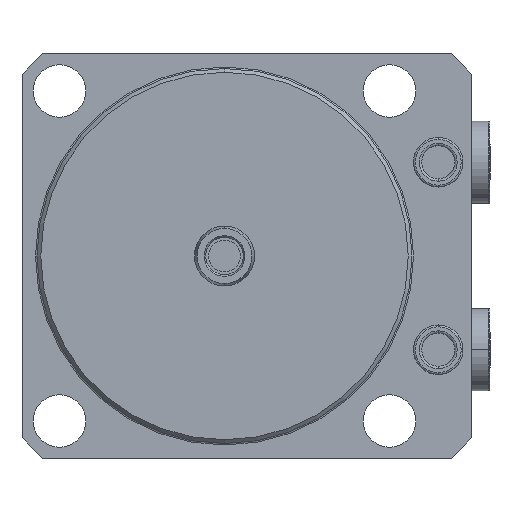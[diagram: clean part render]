
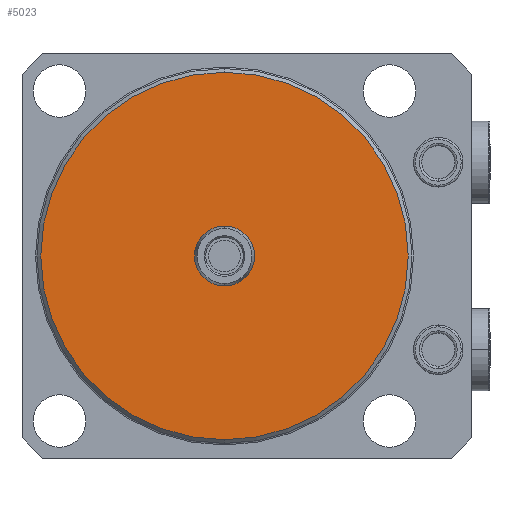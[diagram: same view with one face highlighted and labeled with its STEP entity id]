
A CAD part, front view. The second image highlights one B-rep face of the part: STEP entity #5023.
In plain terms, the highlighted planar face has unit normal (0, -1, 0).
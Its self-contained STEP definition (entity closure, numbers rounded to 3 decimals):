
#33 = EDGE_LOOP ( 'NONE', ( #377, #376 ) ) ;
#101 = VERTEX_POINT ( 'NONE', #955 ) ;
#123 = VERTEX_POINT ( 'NONE', #981 ) ;
#136 = VERTEX_POINT ( 'NONE', #929 ) ;
#149 = VERTEX_POINT ( 'NONE', #895 ) ;
#374 = ORIENTED_EDGE ( 'NONE', *, *, #3519, .T. ) ;
#375 = ORIENTED_EDGE ( 'NONE', *, *, #3660, .T. ) ;
#376 = ORIENTED_EDGE ( 'NONE', *, *, #4577, .T. ) ;
#377 = ORIENTED_EDGE ( 'NONE', *, *, #3659, .T. ) ;
#895 = CARTESIAN_POINT ( 'NONE',  ( 0., -65., -8. ) ) ;
#929 = CARTESIAN_POINT ( 'NONE',  ( 0., -65., 8. ) ) ;
#955 = CARTESIAN_POINT ( 'NONE',  ( 0., -65., 49. ) ) ;
#981 = CARTESIAN_POINT ( 'NONE',  ( 0., -65., -49. ) ) ;
#1347 = EDGE_LOOP ( 'NONE', ( #375, #374 ) ) ;
#1828 = CIRCLE ( 'NONE', #8685, 49. ) ;
#1984 = CIRCLE ( 'NONE', #8655, 49. ) ;
#1988 = CIRCLE ( 'NONE', #8656, 8. ) ;
#2170 = AXIS2_PLACEMENT_3D ( 'NONE', #6677, #6670, #6669 ) ;
#3087 = DIRECTION ( 'NONE',  ( 0., 0., 1. ) ) ;
#3089 = DIRECTION ( 'NONE',  ( 0., -1., 0. ) ) ;
#3092 = CARTESIAN_POINT ( 'NONE',  ( 0., -65., 0. ) ) ;
#3093 = DIRECTION ( 'NONE',  ( 0., 0., 1. ) ) ;
#3095 = DIRECTION ( 'NONE',  ( 0., 1., 0. ) ) ;
#3097 = CARTESIAN_POINT ( 'NONE',  ( 0., -65., 0. ) ) ;
#3519 = EDGE_CURVE ( 'NONE', #123, #101, #1828, .T. ) ;
#3659 = EDGE_CURVE ( 'NONE', #136, #149, #1988, .T. ) ;
#3660 = EDGE_CURVE ( 'NONE', #101, #123, #1984, .T. ) ;
#4577 = EDGE_CURVE ( 'NONE', #149, #136, #5495, .T. ) ;
#5023 = ADVANCED_FACE ( 'NONE', ( #5769, #5781 ), #6672, .F. ) ;
#5495 = CIRCLE ( 'NONE', #8617, 8. ) ;
#5769 = FACE_BOUND ( 'NONE', #33, .T. ) ;
#5781 = FACE_OUTER_BOUND ( 'NONE', #1347, .T. ) ;
#6669 = DIRECTION ( 'NONE',  ( 0., 0., 1. ) ) ;
#6670 = DIRECTION ( 'NONE',  ( 0., 1., 0. ) ) ;
#6672 = PLANE ( 'NONE',  #2170 ) ;
#6677 = CARTESIAN_POINT ( 'NONE',  ( 0., -65., 0. ) ) ;
#7087 = DIRECTION ( 'NONE',  ( 0., 1., 0. ) ) ;
#7184 = DIRECTION ( 'NONE',  ( 0., 0., 1. ) ) ;
#7193 = CARTESIAN_POINT ( 'NONE',  ( 0., -65., 0. ) ) ;
#8323 = DIRECTION ( 'NONE',  ( 0., 0., 1. ) ) ;
#8324 = DIRECTION ( 'NONE',  ( 0., -1., 0. ) ) ;
#8325 = CARTESIAN_POINT ( 'NONE',  ( 0., -65., 0. ) ) ;
#8617 = AXIS2_PLACEMENT_3D ( 'NONE', #7193, #7087, #7184 ) ;
#8655 = AXIS2_PLACEMENT_3D ( 'NONE', #3092, #3089, #3087 ) ;
#8656 = AXIS2_PLACEMENT_3D ( 'NONE', #3097, #3095, #3093 ) ;
#8685 = AXIS2_PLACEMENT_3D ( 'NONE', #8325, #8324, #8323 ) ;
